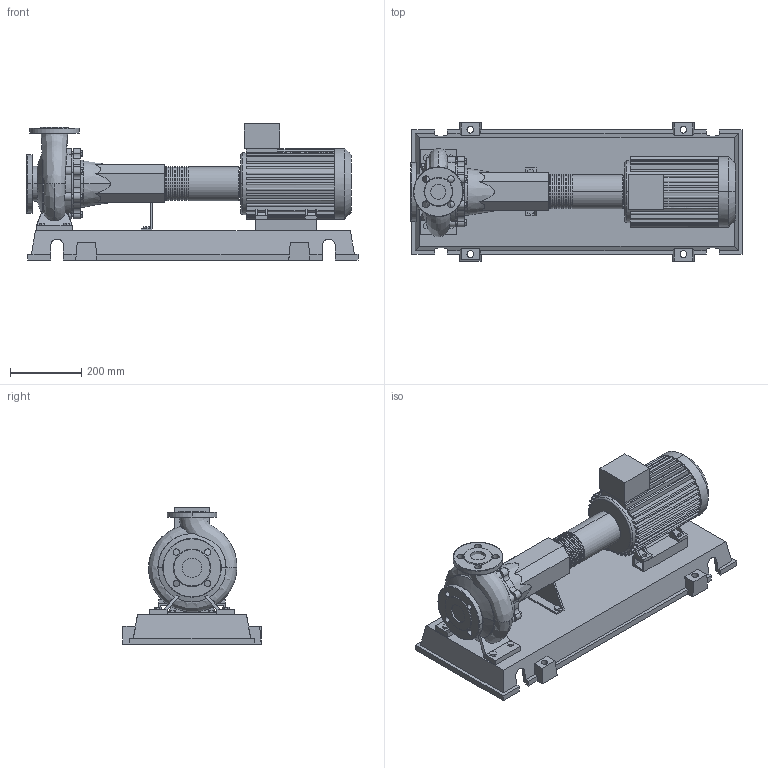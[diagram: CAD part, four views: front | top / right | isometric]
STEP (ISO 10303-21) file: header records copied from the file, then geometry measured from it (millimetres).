
FILE_DESCRIPTION((''),'2;1');
FILE_NAME('3d_NL32_160-3-2-12-4108897.stp','2015-03-02T14:57:24',(''),(''),'Mechanical Desktop 2009','Mechanical Desktop 2009',', , ');
FILE_SCHEMA(('CONFIG_CONTROL_DESIGN'));
Length unit declared in the file: millimetre
Products named in the file (1): Product
Bounding box: 935 x 390 x 384 mm (x, y, z)
Volume: 23773024.5 mm3; surface area: 2161794.1 mm2
Topology: 13 solids, 13 shells, 827 faces, 2208 edges, 1455 vertices
Faces by surface type: plane 425, cylinder 201, bspline 181, cone 10, torus 10
Entity records: 29623 total; most frequent: CARTESIAN_POINT 9040, ORIENTED_EDGE 4418, DIRECTION 4017, EDGE_CURVE 2209, VERTEX_POINT 1454, VECTOR 1427, LINE 1427, AXIS2_PLACEMENT_3D 1295
